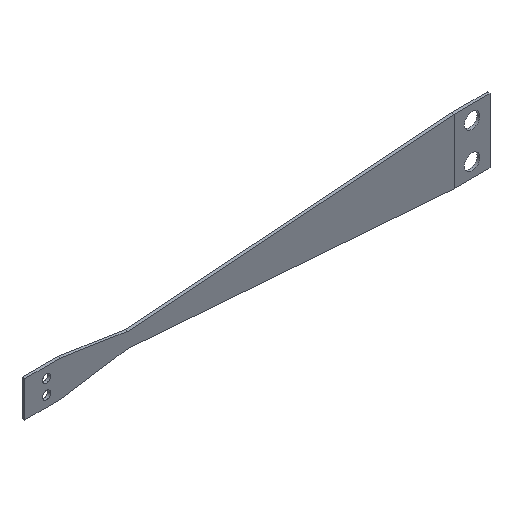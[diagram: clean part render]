
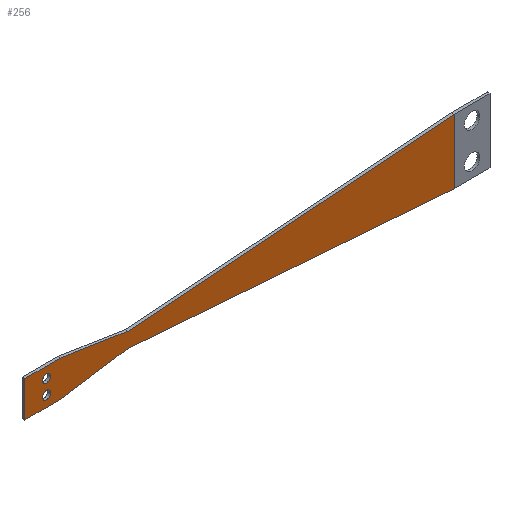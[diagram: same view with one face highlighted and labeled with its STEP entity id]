
A CAD part, isometric view. The second image highlights one B-rep face of the part: STEP entity #256.
In plain terms, the highlighted planar face has unit normal (0, -1, 0).
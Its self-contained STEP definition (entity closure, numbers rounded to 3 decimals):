
#1 = EDGE_CURVE ( 'NONE', #22, #27, #235, .T. ) ;
#2 = EDGE_CURVE ( 'NONE', #10, #9, #262, .T. ) ;
#3 = EDGE_CURVE ( 'NONE', #226, #23, #275, .T. ) ;
#4 = EDGE_CURVE ( 'NONE', #9, #168, #293, .T. ) ;
#5 = EDGE_CURVE ( 'NONE', #31, #27, #248, .T. ) ;
#6 = ORIENTED_EDGE ( 'NONE', *, *, #24, .T. ) ;
#7 = ORIENTED_EDGE ( 'NONE', *, *, #5, .T. ) ;
#8 = EDGE_LOOP ( 'NONE', ( #26, #6, #17, #32, #13, #25, #37, #7 ) ) ;
#9 = VERTEX_POINT ( 'NONE', #273 ) ;
#10 = VERTEX_POINT ( 'NONE', #324 ) ;
#13 = ORIENTED_EDGE ( 'NONE', *, *, #345, .T. ) ;
#15 = EDGE_CURVE ( 'NONE', #162, #232, #307, .T. ) ;
#17 = ORIENTED_EDGE ( 'NONE', *, *, #2, .T. ) ;
#22 = VERTEX_POINT ( 'NONE', #303 ) ;
#23 = VERTEX_POINT ( 'NONE', #315 ) ;
#24 = EDGE_CURVE ( 'NONE', #22, #10, #312, .T. ) ;
#25 = ORIENTED_EDGE ( 'NONE', *, *, #3, .T. ) ;
#26 = ORIENTED_EDGE ( 'NONE', *, *, #1, .F. ) ;
#27 = VERTEX_POINT ( 'NONE', #242 ) ;
#31 = VERTEX_POINT ( 'NONE', #331 ) ;
#32 = ORIENTED_EDGE ( 'NONE', *, *, #4, .T. ) ;
#33 = EDGE_CURVE ( 'NONE', #232, #162, #332, .T. ) ;
#36 = EDGE_CURVE ( 'NONE', #23, #31, #319, .T. ) ;
#37 = ORIENTED_EDGE ( 'NONE', *, *, #36, .T. ) ;
#162 = VERTEX_POINT ( 'NONE', #563 ) ;
#164 = EDGE_CURVE ( 'NONE', #165, #276, #555, .T. ) ;
#165 = VERTEX_POINT ( 'NONE', #565 ) ;
#168 = VERTEX_POINT ( 'NONE', #558 ) ;
#208 = ORIENTED_EDGE ( 'NONE', *, *, #164, .F. ) ;
#226 = VERTEX_POINT ( 'NONE', #627 ) ;
#232 = VERTEX_POINT ( 'NONE', #621 ) ;
#233 = DIRECTION ( 'NONE',  ( 0., 0., -1. ) ) ;
#234 = CARTESIAN_POINT ( 'NONE',  ( -10., -0.76, 18. ) ) ;
#235 = LINE ( 'NONE', #234, #264 ) ;
#236 = CARTESIAN_POINT ( 'NONE',  ( -123.916, -0.76, 11.032 ) ) ;
#237 = DIRECTION ( 'NONE',  ( 1., 0., 0. ) ) ;
#238 = DIRECTION ( 'NONE',  ( 0., -1., 0. ) ) ;
#242 = CARTESIAN_POINT ( 'NONE',  ( -10., -0.76, 0. ) ) ;
#243 = DIRECTION ( 'NONE',  ( -0.997, 0., -0.076 ) ) ;
#244 = VECTOR ( 'NONE', #243, 1000. ) ;
#247 = CARTESIAN_POINT ( 'NONE',  ( -70.342, -0.76, 4.573 ) ) ;
#248 = LINE ( 'NONE', #247, #322 ) ;
#249 = DIRECTION ( 'NONE',  ( -1., 0., 0. ) ) ;
#250 = VECTOR ( 'NONE', #249, 1000. ) ;
#255 = DIRECTION ( 'NONE',  ( 1., 0., 0. ) ) ;
#256 = ADVANCED_FACE ( 'NONE', ( #607, #632, #611 ), #622, .T. ) ;
#257 = ORIENTED_EDGE ( 'NONE', *, *, #33, .F. ) ;
#259 = EDGE_CURVE ( 'NONE', #276, #165, #604, .T. ) ;
#262 = LINE ( 'NONE', #310, #309 ) ;
#264 = VECTOR ( 'NONE', #233, 1000. ) ;
#273 = CARTESIAN_POINT ( 'NONE',  ( -120.012, -0.76, 14. ) ) ;
#274 = CARTESIAN_POINT ( 'NONE',  ( -70.006, -0.76, 4. ) ) ;
#275 = LINE ( 'NONE', #274, #295 ) ;
#276 = VERTEX_POINT ( 'NONE', #606 ) ;
#277 = ORIENTED_EDGE ( 'NONE', *, *, #15, .F. ) ;
#278 = EDGE_LOOP ( 'NONE', ( #277, #257 ) ) ;
#292 = CARTESIAN_POINT ( 'NONE',  ( -70.006, -0.76, 14. ) ) ;
#293 = LINE ( 'NONE', #292, #250 ) ;
#294 = DIRECTION ( 'NONE',  ( 1., 0., 0. ) ) ;
#295 = VECTOR ( 'NONE', #294, 1000. ) ;
#296 = DIRECTION ( 'NONE',  ( 0., -1., 0. ) ) ;
#297 = AXIS2_PLACEMENT_3D ( 'NONE', #236, #296, #255 ) ;
#303 = CARTESIAN_POINT ( 'NONE',  ( -10., -0.76, 18. ) ) ;
#307 = CIRCLE ( 'NONE', #323, 1.13 ) ;
#308 = DIRECTION ( 'NONE',  ( -0.988, 0., 0.152 ) ) ;
#309 = VECTOR ( 'NONE', #308, 1000. ) ;
#310 = CARTESIAN_POINT ( 'NONE',  ( -70.412, -0.76, 6.365 ) ) ;
#311 = CARTESIAN_POINT ( 'NONE',  ( -70.342, -0.76, 13.427 ) ) ;
#312 = LINE ( 'NONE', #311, #244 ) ;
#315 = CARTESIAN_POINT ( 'NONE',  ( -120.012, -0.76, 4. ) ) ;
#316 = DIRECTION ( 'NONE',  ( 0.988, 0., 0.152 ) ) ;
#317 = VECTOR ( 'NONE', #316, 1000. ) ;
#318 = CARTESIAN_POINT ( 'NONE',  ( -70.412, -0.76, 11.635 ) ) ;
#319 = LINE ( 'NONE', #318, #317 ) ;
#320 = CARTESIAN_POINT ( 'NONE',  ( -123.916, -0.76, 11.032 ) ) ;
#321 = DIRECTION ( 'NONE',  ( 0.997, 0., -0.076 ) ) ;
#322 = VECTOR ( 'NONE', #321, 1000. ) ;
#323 = AXIS2_PLACEMENT_3D ( 'NONE', #320, #238, #237 ) ;
#324 = CARTESIAN_POINT ( 'NONE',  ( -101.132, -0.76, 11.094 ) ) ;
#331 = CARTESIAN_POINT ( 'NONE',  ( -101.132, -0.76, 6.906 ) ) ;
#332 = CIRCLE ( 'NONE', #297, 1.13 ) ;
#333 = ORIENTED_EDGE ( 'NONE', *, *, #259, .F. ) ;
#344 = EDGE_LOOP ( 'NONE', ( #208, #333 ) ) ;
#345 = EDGE_CURVE ( 'NONE', #168, #226, #689, .T. ) ;
#551 = DIRECTION ( 'NONE',  ( 1., 0., 0. ) ) ;
#552 = DIRECTION ( 'NONE',  ( 0., -1., 0. ) ) ;
#553 = CARTESIAN_POINT ( 'NONE',  ( -123.916, -0.76, 6.968 ) ) ;
#554 = AXIS2_PLACEMENT_3D ( 'NONE', #553, #552, #551 ) ;
#555 = CIRCLE ( 'NONE', #554, 1.13 ) ;
#558 = CARTESIAN_POINT ( 'NONE',  ( -130.012, -0.76, 14. ) ) ;
#563 = CARTESIAN_POINT ( 'NONE',  ( -125.047, -0.76, 11.032 ) ) ;
#565 = CARTESIAN_POINT ( 'NONE',  ( -125.047, -0.76, 6.968 ) ) ;
#600 = DIRECTION ( 'NONE',  ( 1., 0., 0. ) ) ;
#601 = DIRECTION ( 'NONE',  ( 0., -1., 0. ) ) ;
#604 = CIRCLE ( 'NONE', #612, 1.13 ) ;
#605 = CARTESIAN_POINT ( 'NONE',  ( -123.916, -0.76, 6.968 ) ) ;
#606 = CARTESIAN_POINT ( 'NONE',  ( -122.786, -0.76, 6.968 ) ) ;
#607 = FACE_BOUND ( 'NONE', #344, .T. ) ;
#610 = CARTESIAN_POINT ( 'NONE',  ( -70.006, -0.76, 9. ) ) ;
#611 = FACE_OUTER_BOUND ( 'NONE', #8, .T. ) ;
#612 = AXIS2_PLACEMENT_3D ( 'NONE', #605, #663, #662 ) ;
#621 = CARTESIAN_POINT ( 'NONE',  ( -122.786, -0.76, 11.032 ) ) ;
#622 = PLANE ( 'NONE',  #626 ) ;
#626 = AXIS2_PLACEMENT_3D ( 'NONE', #610, #601, #600 ) ;
#627 = CARTESIAN_POINT ( 'NONE',  ( -130.012, -0.76, 4. ) ) ;
#632 = FACE_BOUND ( 'NONE', #278, .T. ) ;
#662 = DIRECTION ( 'NONE',  ( 1., 0., 0. ) ) ;
#663 = DIRECTION ( 'NONE',  ( 0., -1., 0. ) ) ;
#670 = CARTESIAN_POINT ( 'NONE',  ( -130.012, -0.76, 18. ) ) ;
#681 = DIRECTION ( 'NONE',  ( 0., 0., -1. ) ) ;
#684 = VECTOR ( 'NONE', #681, 1000. ) ;
#689 = LINE ( 'NONE', #670, #684 ) ;
